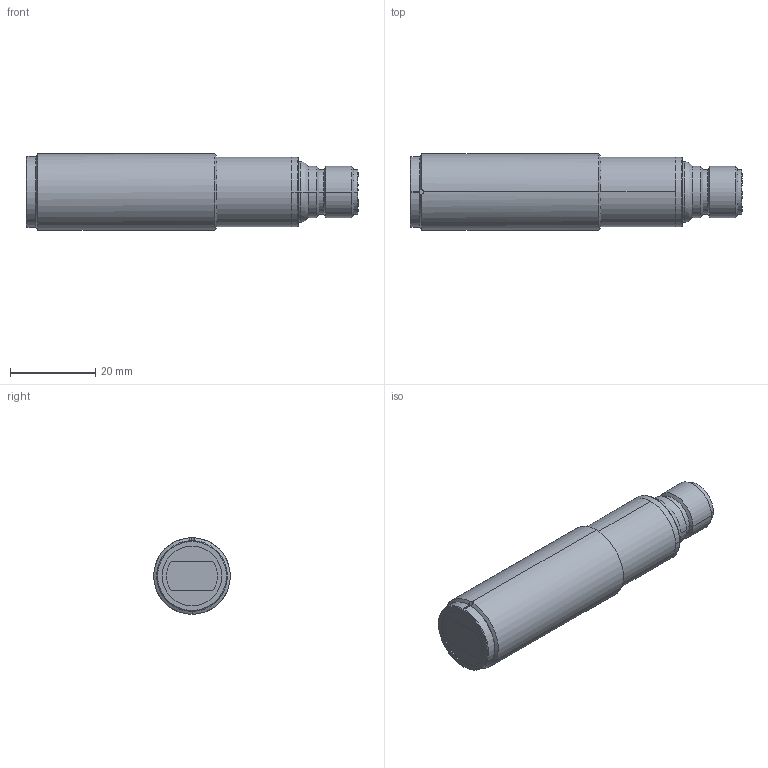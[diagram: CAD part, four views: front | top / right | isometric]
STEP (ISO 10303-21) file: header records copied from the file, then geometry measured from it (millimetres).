
FILE_DESCRIPTION (( 'STEP AP214' ), '1' );
FILE_NAME ('SSP-0P-4E.step', '2018-04-12T21:09:01', ( '' ), ( '' ), 'SwSTEP 2.0', 'SolidWorks 2017', '' );
FILE_SCHEMA (( 'AUTOMOTIVE_DESIGN' ));
Length unit declared in the file: inch
Products named in the file (1): SSP-0P-4E
Bounding box: 78 x 18 x 18 mm (x, y, z)
Volume: 16344.6 mm3; surface area: 6042.4 mm2
Topology: 8 solids, 8 shells, 143 faces, 318 edges, 194 vertices
Faces by surface type: cylinder 67, plane 39, cone 23, bspline 14
Entity records: 6101 total; most frequent: CARTESIAN_POINT 898, DIRECTION 737, ORIENTED_EDGE 620, EDGE_CURVE 310, AXIS2_PLACEMENT_3D 309, VERTEX_POINT 194, CIRCLE 179, EDGE_LOOP 164
